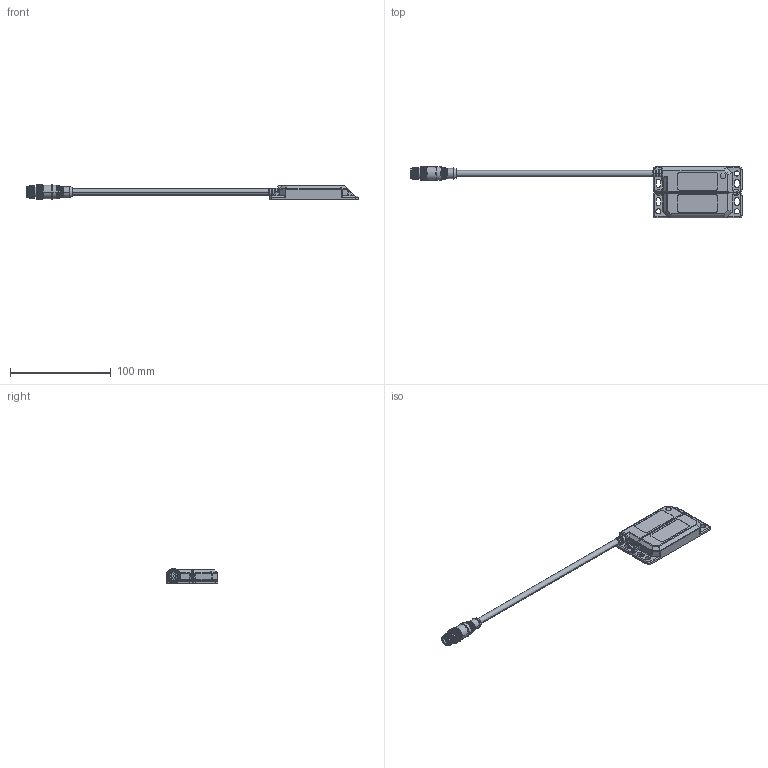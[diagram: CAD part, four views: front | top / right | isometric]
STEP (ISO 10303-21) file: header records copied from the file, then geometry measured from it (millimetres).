
FILE_DESCRIPTION (( 'STEP AP214' ), '1' );
FILE_NAME ('LPF-M-404104.step', '2017-09-27T13:33:19', ( '' ), ( '' ), 'SwSTEP 2.0', 'SolidWorks 2017', '' );
FILE_SCHEMA (( 'AUTOMOTIVE_DESIGN' ));
Length unit declared in the file: inch
Products named in the file (3): LPF-M-404104_2; LPF-M-404104_1; LPF-M-404104
Assembly tree (2 placements, depth 2):
  LPF-M-404104
    LPF-M-404104_1
    LPF-M-404104_2
Bounding box: 329.5 x 51.45 x 14.69 mm (x, y, z)
Volume: 33331.8 mm3; surface area: 35167.4 mm2
Topology: 12 solids, 12 shells, 1419 faces, 3659 edges, 2292 vertices
Faces by surface type: plane 558, cylinder 417, bspline 360, cone 84
Entity records: 55930 total; most frequent: CARTESIAN_POINT 23279, ORIENTED_EDGE 7218, DIRECTION 6110, EDGE_CURVE 3609, VERTEX_POINT 2292, AXIS2_PLACEMENT_3D 2199, VECTOR 1712, LINE 1712
